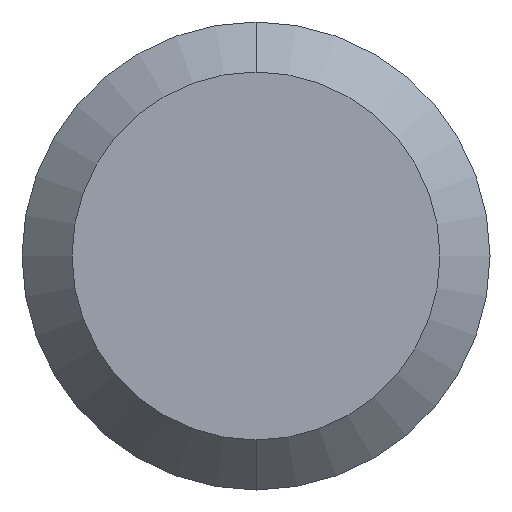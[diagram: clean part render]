
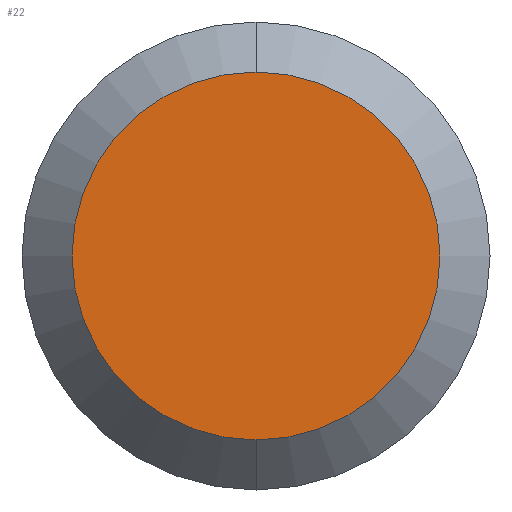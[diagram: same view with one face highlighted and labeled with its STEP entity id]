
A CAD part, front view. The second image highlights one B-rep face of the part: STEP entity #22.
In plain terms, the highlighted planar face has unit normal (0, -1, 0).
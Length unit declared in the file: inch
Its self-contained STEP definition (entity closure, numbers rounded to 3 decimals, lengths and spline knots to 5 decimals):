
#14 = CIRCLE ( 'NONE', #172, 0.0736 ) ;
#22 = ADVANCED_FACE ( 'NONE', ( #200 ), #188, .F. ) ;
#32 = DIRECTION ( 'NONE',  ( 0., 0., 1. ) ) ;
#46 = VERTEX_POINT ( 'NONE', #96 ) ;
#53 = CIRCLE ( 'NONE', #101, 0.0736 ) ;
#71 = ORIENTED_EDGE ( 'NONE', *, *, #118, .T. ) ;
#96 = CARTESIAN_POINT ( 'NONE',  ( 0., 0., 0.0736 ) ) ;
#101 = AXIS2_PLACEMENT_3D ( 'NONE', #266, #178, #220 ) ;
#118 = EDGE_CURVE ( 'NONE', #270, #46, #14, .T. ) ;
#121 = DIRECTION ( 'NONE',  ( 0., -1., 0. ) ) ;
#165 = CARTESIAN_POINT ( 'NONE',  ( 0., 0., 0. ) ) ;
#172 = AXIS2_PLACEMENT_3D ( 'NONE', #165, #121, #256 ) ;
#178 = DIRECTION ( 'NONE',  ( 0., -1., 0. ) ) ;
#179 = EDGE_LOOP ( 'NONE', ( #265, #71 ) ) ;
#181 = CARTESIAN_POINT ( 'NONE',  ( 0., 0., -0.0736 ) ) ;
#188 = PLANE ( 'NONE',  #201 ) ;
#200 = FACE_OUTER_BOUND ( 'NONE', #179, .T. ) ;
#201 = AXIS2_PLACEMENT_3D ( 'NONE', #225, #271, #32 ) ;
#220 = DIRECTION ( 'NONE',  ( 0., 0., 1. ) ) ;
#225 = CARTESIAN_POINT ( 'NONE',  ( 0., 0., 0. ) ) ;
#253 = EDGE_CURVE ( 'NONE', #46, #270, #53, .T. ) ;
#256 = DIRECTION ( 'NONE',  ( 0., 0., 1. ) ) ;
#265 = ORIENTED_EDGE ( 'NONE', *, *, #253, .T. ) ;
#266 = CARTESIAN_POINT ( 'NONE',  ( 0., 0., 0. ) ) ;
#270 = VERTEX_POINT ( 'NONE', #181 ) ;
#271 = DIRECTION ( 'NONE',  ( 0., 1., 0. ) ) ;
